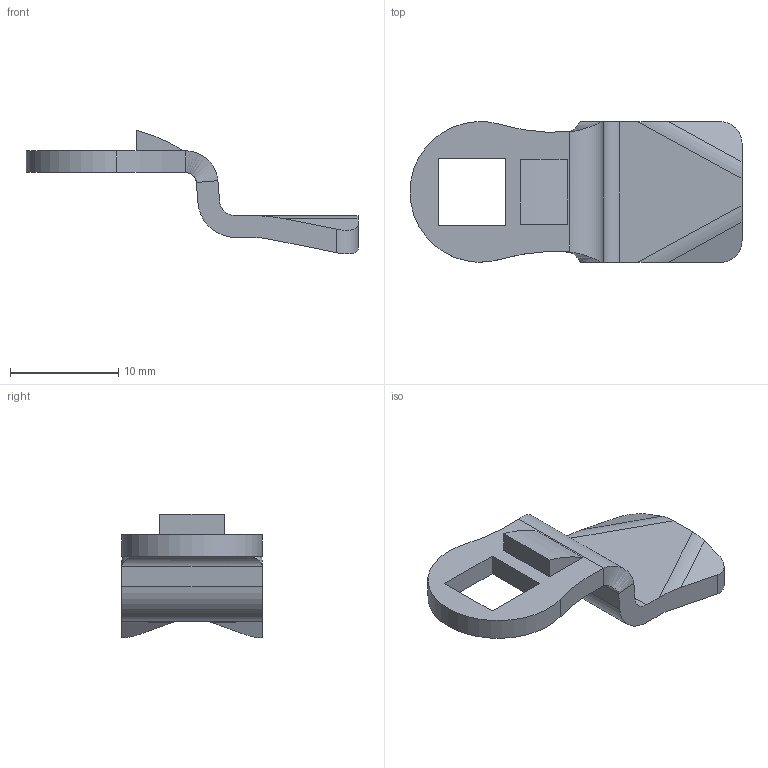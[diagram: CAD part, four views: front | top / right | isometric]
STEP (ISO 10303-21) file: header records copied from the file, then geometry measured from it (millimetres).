
FILE_DESCRIPTION(('STEP AP214'),'1');
FILE_NAME('ME.step','2017-07-19T05:43:57',(' '),(' '),'Spatial InterOp 3D',' ',' ');
FILE_SCHEMA(('automotive_design'));
Length unit declared in the file: millimetre
Products named in the file (2): _185; 1
Bounding box: 30.66 x 13 x 11.4 mm (x, y, z)
Volume: 745.4 mm3; surface area: 1049.7 mm2
Topology: 1 solids, 1 shells, 42 faces, 112 edges, 78 vertices
Faces by surface type: plane 25, cylinder 15, bspline 2
Entity records: 1782 total; most frequent: CARTESIAN_POINT 335, DIRECTION 216, ORIENTED_EDGE 214, EDGE_CURVE 107, LINE 76, VECTOR 76, AXIS2_PLACEMENT_3D 70, VERTEX_POINT 68
